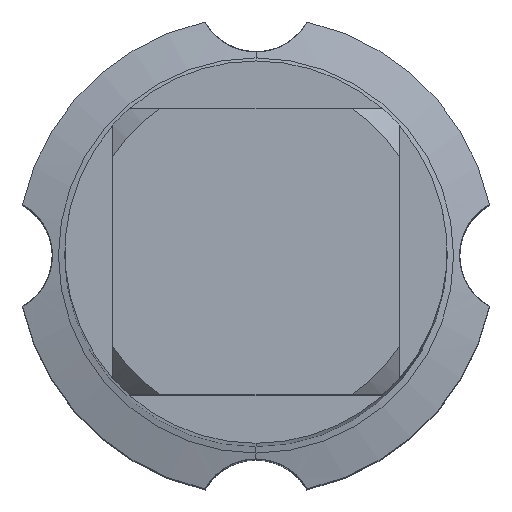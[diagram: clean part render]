
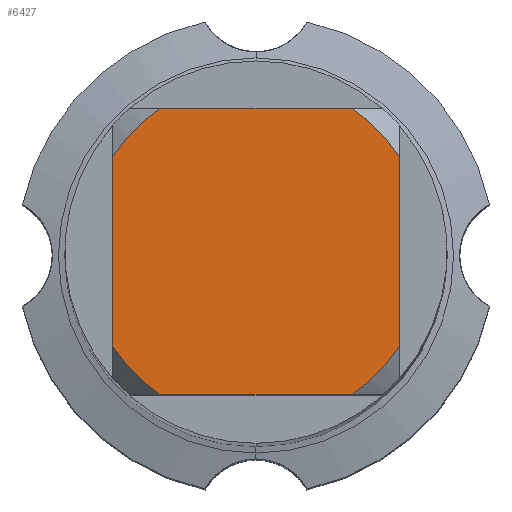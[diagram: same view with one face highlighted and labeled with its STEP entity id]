
A CAD part, top view. The second image highlights one B-rep face of the part: STEP entity #6427.
In plain terms, the highlighted planar face has unit normal (0, 0, 1).
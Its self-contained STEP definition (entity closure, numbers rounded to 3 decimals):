
#2809=EDGE_CURVE('',#6145,#3847,#7385,.T.);
#3077=VERTEX_POINT('',#7673);
#3635=EDGE_CURVE('',#6513,#3847,#8273,.T.);
#3675=VERTEX_POINT('',#8320);
#3729=EDGE_CURVE('',#6145,#6689,#8379,.T.);
#3847=VERTEX_POINT('',#8504);
#4351=VERTEX_POINT('',#9050);
#4937=EDGE_CURVE('',#4351,#6689,#9690,.T.);
#4999=EDGE_CURVE('',#4351,#3077,#9754,.T.);
#5039=VERTEX_POINT('',#9799);
#5255=EDGE_CURVE('',#5039,#3077,#10030,.T.);
#6145=VERTEX_POINT('',#10979);
#6391=EDGE_CURVE('',#6513,#3675,#11253,.T.);
#6427=ADVANCED_FACE('',(#11292),#11293,.T.);
#6513=VERTEX_POINT('',#11389);
#6689=VERTEX_POINT('',#11587);
#6771=EDGE_CURVE('',#5039,#3675,#11676,.T.);
#7385=CIRCLE('',#12807,7.2);
#7673=CARTESIAN_POINT('',(3.98,-6.0,0.0));
#8273=LINE('',#14641,#14642);
#8320=CARTESIAN_POINT('',(6.0,3.98,0.0));
#8379=LINE('',#14834,#14835);
#8504=CARTESIAN_POINT('',(-3.98,6.0,0.0));
#9050=CARTESIAN_POINT('',(-3.98,-6.0,0.0));
#9690=CIRCLE('',#17601,7.2);
#9754=LINE('',#17719,#17720);
#9799=CARTESIAN_POINT('',(6.0,-3.98,0.0));
#10030=CIRCLE('',#18323,7.2);
#10979=CARTESIAN_POINT('',(-6.0,3.98,0.0));
#11253=CIRCLE('',#20857,7.2);
#11292=FACE_OUTER_BOUND('',#20914,.T.);
#11293=PLANE('',#20915);
#11389=CARTESIAN_POINT('',(3.98,6.0,0.0));
#11587=CARTESIAN_POINT('',(-6.0,-3.98,0.0));
#11676=LINE('',#21636,#21637);
#12807=AXIS2_PLACEMENT_3D('',#22568,#22569,#22570);
#14641=CARTESIAN_POINT('',(0.0,6.0,0.0));
#14642=VECTOR('',#23519,1.0);
#14834=CARTESIAN_POINT('',(-6.0,1.8,0.0));
#14835=VECTOR('',#23810,1.0);
#17601=AXIS2_PLACEMENT_3D('',#25066,#25067,#25068);
#17719=CARTESIAN_POINT('',(0.0,-6.0,0.0));
#17720=VECTOR('',#25104,1.0);
#18323=AXIS2_PLACEMENT_3D('',#25353,#25354,#25355);
#20857=AXIS2_PLACEMENT_3D('',#26429,#26430,#26431);
#20914=EDGE_LOOP('',(#26485,#26486,#26487,#26488,#26489,#26490,#26491,#26492));
#20915=AXIS2_PLACEMENT_3D('',#26493,#26494,#26495);
#21636=CARTESIAN_POINT('',(6.0,1.8,0.0));
#21637=VECTOR('',#26928,1.0);
#22568=CARTESIAN_POINT('',(0.0,0.0,0.0));
#22569=DIRECTION('',(0.0,0.0,-1.0));
#22570=DIRECTION('',(0.0,1.0,0.0));
#23519=DIRECTION('',(-1.0,0.0,0.0));
#23810=DIRECTION('',(-0.0,-1.0,0.0));
#25066=CARTESIAN_POINT('',(0.0,0.0,0.0));
#25067=DIRECTION('',(0.0,0.0,-1.0));
#25068=DIRECTION('',(0.0,1.0,0.0));
#25104=DIRECTION('',(1.0,0.0,0.0));
#25353=CARTESIAN_POINT('',(0.0,0.0,0.0));
#25354=DIRECTION('',(0.0,0.0,-1.0));
#25355=DIRECTION('',(0.0,1.0,0.0));
#26429=CARTESIAN_POINT('',(0.0,0.0,0.0));
#26430=DIRECTION('',(0.0,0.0,-1.0));
#26431=DIRECTION('',(0.0,1.0,0.0));
#26485=ORIENTED_EDGE('',*,*,#3729,.T.);
#26486=ORIENTED_EDGE('',*,*,#4937,.F.);
#26487=ORIENTED_EDGE('',*,*,#4999,.T.);
#26488=ORIENTED_EDGE('',*,*,#5255,.F.);
#26489=ORIENTED_EDGE('',*,*,#6771,.T.);
#26490=ORIENTED_EDGE('',*,*,#6391,.F.);
#26491=ORIENTED_EDGE('',*,*,#3635,.T.);
#26492=ORIENTED_EDGE('',*,*,#2809,.F.);
#26493=CARTESIAN_POINT('',(0.0,3.6,0.0));
#26494=DIRECTION('',(-0.0,0.0,1.0));
#26495=DIRECTION('',(0.0,-1.0,0.0));
#26928=DIRECTION('',(-0.0,1.0,0.0));
